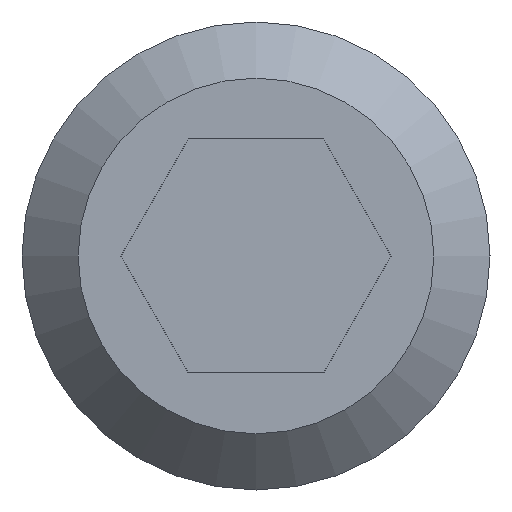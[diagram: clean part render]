
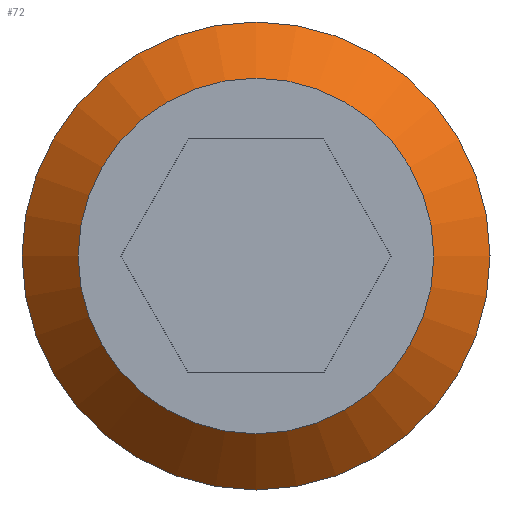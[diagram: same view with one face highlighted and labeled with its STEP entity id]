
A CAD part, left-side view. The second image highlights one B-rep face of the part: STEP entity #72.
In plain terms, the highlighted conical face has half-angle 45 degrees and reference radius 3.8 mm.
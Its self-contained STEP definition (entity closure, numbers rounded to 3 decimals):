
#72 = ADVANCED_FACE( '', ( #155, #156 ), #157, .T. );
#155 = FACE_OUTER_BOUND( '', #244, .T. );
#156 = FACE_BOUND( '', #245, .T. );
#157 = CONICAL_SURFACE( '', #246, 3.8, 0.785 );
#244 = EDGE_LOOP( '', ( #362 ) );
#245 = EDGE_LOOP( '', ( #363 ) );
#246 = AXIS2_PLACEMENT_3D( '', #364, #365, #366 );
#362 = ORIENTED_EDGE( '', *, *, #468, .F. );
#363 = ORIENTED_EDGE( '', *, *, #469, .T. );
#364 = CARTESIAN_POINT( '', ( 0., 0., 0. ) );
#365 = DIRECTION( '', ( 1., 0., 0. ) );
#366 = DIRECTION( '', ( 0., 1., 0. ) );
#468 = EDGE_CURVE( '', #542, #542, #543, .T. );
#469 = EDGE_CURVE( '', #544, #544, #545, .T. );
#542 = VERTEX_POINT( '', #631 );
#543 = CIRCLE( '', #632, 5. );
#544 = VERTEX_POINT( '', #633 );
#545 = CIRCLE( '', #634, 3.8 );
#631 = CARTESIAN_POINT( '', ( 1.2, 5., 0. ) );
#632 = AXIS2_PLACEMENT_3D( '', #703, #704, #705 );
#633 = CARTESIAN_POINT( '', ( 0., 3.8, 0. ) );
#634 = AXIS2_PLACEMENT_3D( '', #706, #707, #708 );
#703 = CARTESIAN_POINT( '', ( 1.2, 0., 0. ) );
#704 = DIRECTION( '', ( 1., 0., 0. ) );
#705 = DIRECTION( '', ( 0., 1., 0. ) );
#706 = CARTESIAN_POINT( '', ( 0., 0., 0. ) );
#707 = DIRECTION( '', ( 1., 0., 0. ) );
#708 = DIRECTION( '', ( 0., 1., 0. ) );
